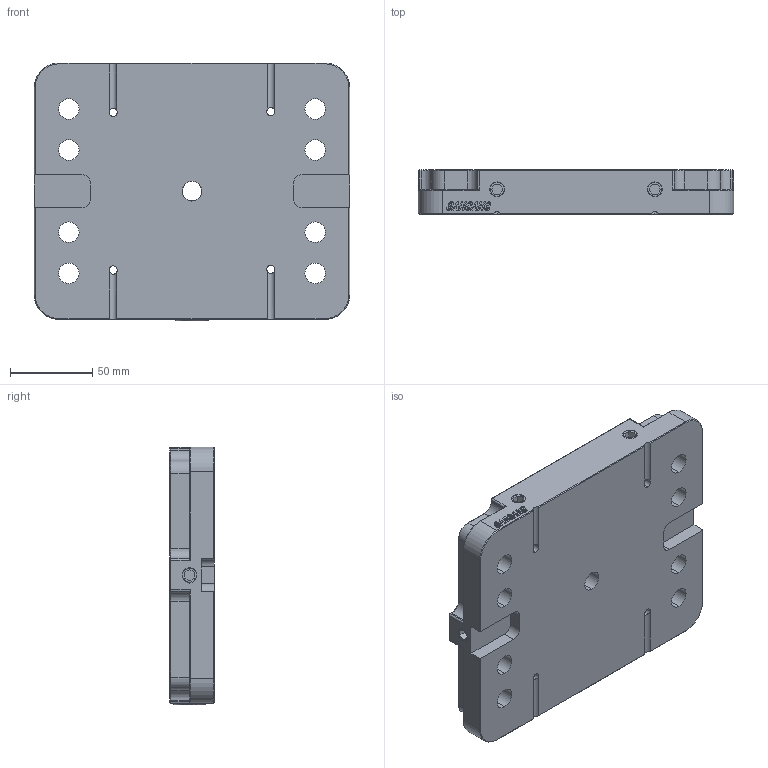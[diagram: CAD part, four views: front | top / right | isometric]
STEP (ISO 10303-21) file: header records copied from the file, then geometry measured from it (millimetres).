
FILE_DESCRIPTION (( 'STEP AP214' ), '1' );
FILE_NAME ('96錨萸辦遙.STEP', '2025-03-02T05:06:41', ( 'Windows 蚚誧' ), ( 'Organization' ), 'SwSTEP 2.0', 'SolidWorks 2020', '' );
FILE_SCHEMA (( 'AUTOMOTIVE_DESIGN' ));
Length unit declared in the file: millimetre
Products named in the file (4): 錨璃1; 96錨萸辦遙; 錨璃3; 錨璃4
Assembly tree (8 placements, depth 2):
  96錨萸辦遙
    錨璃1
    錨璃3  x6
    錨璃4
Bounding box: 192 x 27 x 157 mm (x, y, z)
Volume: 672936.1 mm3; surface area: 111525.1 mm2
Topology: 8 solids, 8 shells, 577 faces, 1475 edges, 931 vertices
Faces by surface type: plane 293, cylinder 140, cone 74, bspline 48, torus 22
Entity records: 19255 total; most frequent: CARTESIAN_POINT 6749, ORIENTED_EDGE 2610, DIRECTION 2349, EDGE_CURVE 1305, VECTOR 839, LINE 839, VERTEX_POINT 831, AXIS2_PLACEMENT_3D 755
